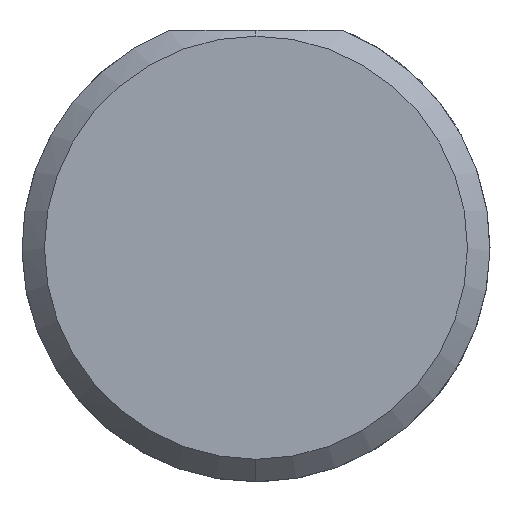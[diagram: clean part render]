
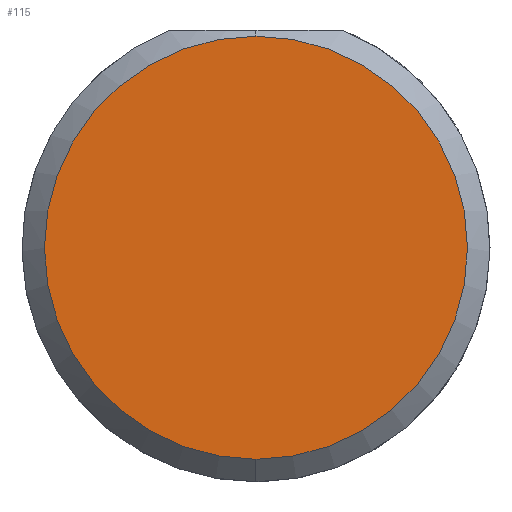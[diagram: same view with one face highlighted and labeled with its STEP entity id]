
A CAD part, left-side view. The second image highlights one B-rep face of the part: STEP entity #115.
In plain terms, the highlighted planar face has unit normal (-1, 0, 0).
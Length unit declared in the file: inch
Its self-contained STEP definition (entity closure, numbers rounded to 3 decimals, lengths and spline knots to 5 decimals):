
#2 = DIRECTION ( 'NONE',  ( 1., 0., 0. ) ) ;
#7 = DIRECTION ( 'NONE',  ( -1., 0., 0. ) ) ;
#89 = CARTESIAN_POINT ( 'NONE',  ( 0., 0., 0.1411 ) ) ;
#115 = ADVANCED_FACE ( 'NONE', ( #604 ), #672, .F. ) ;
#117 = ORIENTED_EDGE ( 'NONE', *, *, #452, .T. ) ;
#129 = ORIENTED_EDGE ( 'NONE', *, *, #481, .T. ) ;
#182 = VERTEX_POINT ( 'NONE', #89 ) ;
#183 = AXIS2_PLACEMENT_3D ( 'NONE', #459, #2, #896 ) ;
#184 = AXIS2_PLACEMENT_3D ( 'NONE', #272, #7, #894 ) ;
#202 = AXIS2_PLACEMENT_3D ( 'NONE', #435, #731, #952 ) ;
#272 = CARTESIAN_POINT ( 'NONE',  ( 0., 0., 0. ) ) ;
#327 = CIRCLE ( 'NONE', #202, 0.1411 ) ;
#435 = CARTESIAN_POINT ( 'NONE',  ( 0., 0., 0. ) ) ;
#438 = VERTEX_POINT ( 'NONE', #942 ) ;
#452 = EDGE_CURVE ( 'NONE', #182, #438, #327, .T. ) ;
#459 = CARTESIAN_POINT ( 'NONE',  ( 0., 0., 0. ) ) ;
#481 = EDGE_CURVE ( 'NONE', #438, #182, #688, .T. ) ;
#604 = FACE_OUTER_BOUND ( 'NONE', #848, .T. ) ;
#672 = PLANE ( 'NONE',  #183 ) ;
#688 = CIRCLE ( 'NONE', #184, 0.1411 ) ;
#731 = DIRECTION ( 'NONE',  ( -1., 0., 0. ) ) ;
#848 = EDGE_LOOP ( 'NONE', ( #129, #117 ) ) ;
#894 = DIRECTION ( 'NONE',  ( 0., 0., -1. ) ) ;
#896 = DIRECTION ( 'NONE',  ( 0., 0., -1. ) ) ;
#942 = CARTESIAN_POINT ( 'NONE',  ( 0., 0., -0.1411 ) ) ;
#952 = DIRECTION ( 'NONE',  ( 0., 0., -1. ) ) ;
